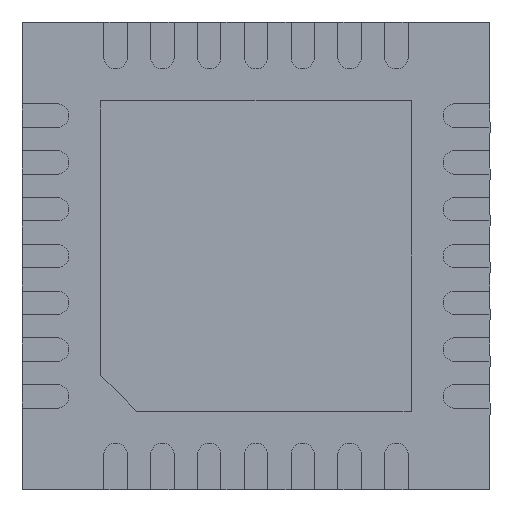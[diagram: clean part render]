
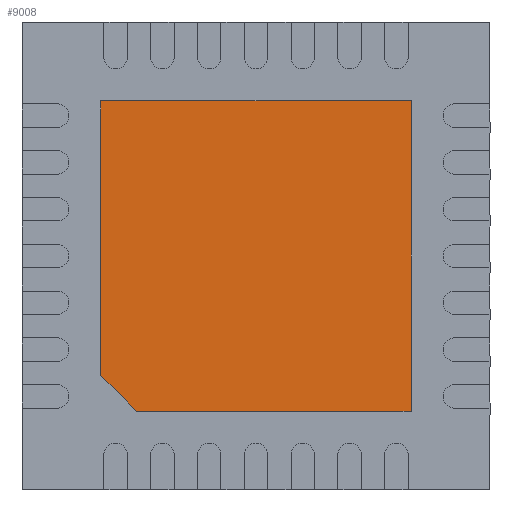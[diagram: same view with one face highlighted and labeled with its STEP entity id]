
A CAD part, front view. The second image highlights one B-rep face of the part: STEP entity #9008.
In plain terms, the highlighted planar face has unit normal (0, -1, 0).
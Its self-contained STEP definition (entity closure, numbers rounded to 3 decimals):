
#47 = VERTEX_POINT ( 'NONE', #209 ) ;
#209 = CARTESIAN_POINT ( 'NONE',  ( -1.325, 0., -1.025 ) ) ;
#280 = EDGE_LOOP ( 'NONE', ( #9093, #6147, #395, #1805, #492 ) ) ;
#384 = EDGE_CURVE ( 'NONE', #7403, #389, #6701, .T. ) ;
#389 = VERTEX_POINT ( 'NONE', #3322 ) ;
#395 = ORIENTED_EDGE ( 'NONE', *, *, #4281, .T. ) ;
#492 = ORIENTED_EDGE ( 'NONE', *, *, #384, .T. ) ;
#560 = LINE ( 'NONE', #4102, #2649 ) ;
#699 = VECTOR ( 'NONE', #7917, 1000. ) ;
#720 = LINE ( 'NONE', #7602, #3524 ) ;
#854 = VECTOR ( 'NONE', #7002, 1000. ) ;
#1162 = LINE ( 'NONE', #7986, #699 ) ;
#1720 = VECTOR ( 'NONE', #7966, 1000. ) ;
#1805 = ORIENTED_EDGE ( 'NONE', *, *, #6338, .T. ) ;
#1958 = DIRECTION ( 'NONE',  ( 0., 0., -1. ) ) ;
#2649 = VECTOR ( 'NONE', #1958, 1000. ) ;
#2914 = PLANE ( 'NONE',  #6292 ) ;
#3038 = CARTESIAN_POINT ( 'NONE',  ( -1.025, 0., -1.325 ) ) ;
#3322 = CARTESIAN_POINT ( 'NONE',  ( -1.325, 0., 1.325 ) ) ;
#3524 = VECTOR ( 'NONE', #6829, 1000. ) ;
#3710 = LINE ( 'NONE', #5679, #1720 ) ;
#4102 = CARTESIAN_POINT ( 'NONE',  ( -1.325, 0., 1.325 ) ) ;
#4281 = EDGE_CURVE ( 'NONE', #9154, #4295, #3710, .T. ) ;
#4295 = VERTEX_POINT ( 'NONE', #4885 ) ;
#4319 = EDGE_CURVE ( 'NONE', #389, #47, #560, .T. ) ;
#4409 = DIRECTION ( 'NONE',  ( 0., 0., -1. ) ) ;
#4885 = CARTESIAN_POINT ( 'NONE',  ( 1.325, 0., -1.325 ) ) ;
#5200 = CARTESIAN_POINT ( 'NONE',  ( 0., 0., 0. ) ) ;
#5679 = CARTESIAN_POINT ( 'NONE',  ( -1.025, 0., -1.325 ) ) ;
#5838 = EDGE_CURVE ( 'NONE', #47, #9154, #720, .T. ) ;
#6147 = ORIENTED_EDGE ( 'NONE', *, *, #5838, .T. ) ;
#6292 = AXIS2_PLACEMENT_3D ( 'NONE', #5200, #7364, #4409 ) ;
#6338 = EDGE_CURVE ( 'NONE', #4295, #7403, #1162, .T. ) ;
#6701 = LINE ( 'NONE', #7104, #854 ) ;
#6812 = CARTESIAN_POINT ( 'NONE',  ( 1.325, 0., 1.325 ) ) ;
#6829 = DIRECTION ( 'NONE',  ( 0.707, 0., -0.707 ) ) ;
#7002 = DIRECTION ( 'NONE',  ( -1., 0., 0. ) ) ;
#7104 = CARTESIAN_POINT ( 'NONE',  ( -1.325, 0., 1.325 ) ) ;
#7364 = DIRECTION ( 'NONE',  ( 0., -1., 0. ) ) ;
#7403 = VERTEX_POINT ( 'NONE', #6812 ) ;
#7602 = CARTESIAN_POINT ( 'NONE',  ( -1.325, 0., -1.025 ) ) ;
#7917 = DIRECTION ( 'NONE',  ( 0., 0., 1. ) ) ;
#7966 = DIRECTION ( 'NONE',  ( 1., 0., 0. ) ) ;
#7986 = CARTESIAN_POINT ( 'NONE',  ( 1.325, 0., 1.325 ) ) ;
#8302 = FACE_OUTER_BOUND ( 'NONE', #280, .T. ) ;
#9008 = ADVANCED_FACE ( 'NONE', ( #8302 ), #2914, .T. ) ;
#9093 = ORIENTED_EDGE ( 'NONE', *, *, #4319, .T. ) ;
#9154 = VERTEX_POINT ( 'NONE', #3038 ) ;
